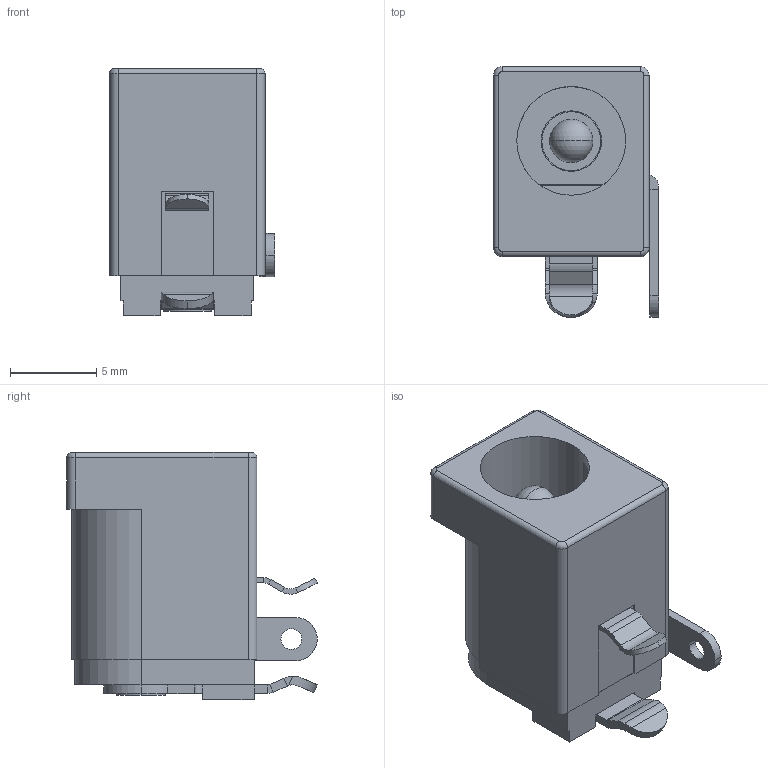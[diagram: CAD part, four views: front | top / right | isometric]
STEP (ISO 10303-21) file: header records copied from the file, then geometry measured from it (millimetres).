
FILE_DESCRIPTION (( 'STEP AP214' ), '1' );
FILE_NAME ('DCJ250-10-A-K1-K.STEP', '2021-09-15T13:16:01', ( '' ), ( '' ), 'SwSTEP 2.0', 'SolidWorks 2017', '' );
FILE_SCHEMA (( 'AUTOMOTIVE_DESIGN' ));
Length unit declared in the file: millimetre
Products named in the file (1): DCJ250-10-A-K1-K
Bounding box: 9.55 x 14.5 x 14.3 mm (x, y, z)
Volume: 821.5 mm3; surface area: 1495.2 mm2
Topology: 7 solids, 7 shells, 169 faces, 411 edges, 258 vertices
Faces by surface type: plane 92, cylinder 65, torus 8, cone 2, sphere 2
Entity records: 5007 total; most frequent: DIRECTION 875, CARTESIAN_POINT 869, ORIENTED_EDGE 810, EDGE_CURVE 405, AXIS2_PLACEMENT_3D 312, VERTEX_POINT 256, VECTOR 251, LINE 251
